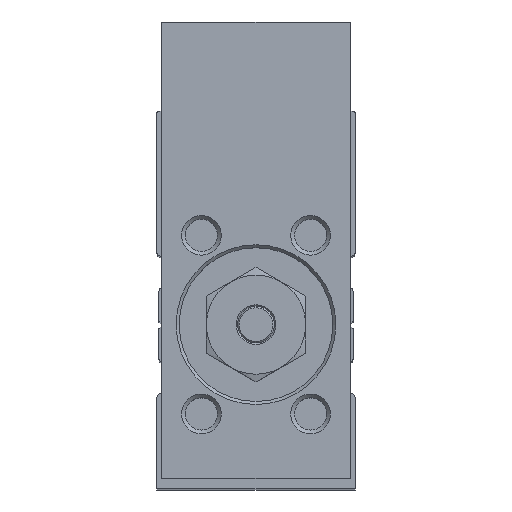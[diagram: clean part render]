
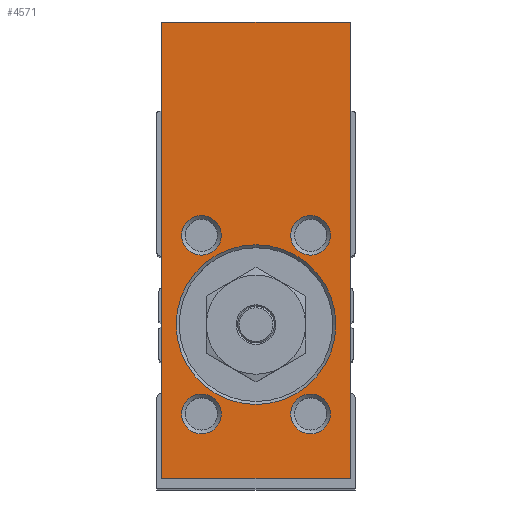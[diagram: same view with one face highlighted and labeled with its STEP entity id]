
A CAD part, top view. The second image highlights one B-rep face of the part: STEP entity #4571.
In plain terms, the highlighted planar face has unit normal (0, 0, 1).
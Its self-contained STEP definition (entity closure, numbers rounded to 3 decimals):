
#264=CIRCLE('',#5048,8.05);
#265=CIRCLE('',#5049,2.);
#266=CIRCLE('',#5050,2.);
#267=CIRCLE('',#5051,2.);
#268=CIRCLE('',#5052,2.);
#1022=ORIENTED_EDGE('',*,*,#1940,.T.);
#1023=ORIENTED_EDGE('',*,*,#1942,.T.);
#1024=ORIENTED_EDGE('',*,*,#1943,.T.);
#1025=ORIENTED_EDGE('',*,*,#1938,.T.);
#1026=ORIENTED_EDGE('',*,*,#1944,.T.);
#1027=ORIENTED_EDGE('',*,*,#1945,.T.);
#1028=ORIENTED_EDGE('',*,*,#1946,.T.);
#1029=ORIENTED_EDGE('',*,*,#1947,.T.);
#1030=ORIENTED_EDGE('',*,*,#1948,.T.);
#1938=EDGE_CURVE('',#2467,#2468,#2816,.T.);
#1940=EDGE_CURVE('',#2468,#2469,#2818,.T.);
#1942=EDGE_CURVE('',#2469,#2470,#2820,.T.);
#1943=EDGE_CURVE('',#2470,#2467,#2821,.T.);
#1944=EDGE_CURVE('',#2471,#2471,#264,.T.);
#1945=EDGE_CURVE('',#2472,#2472,#265,.T.);
#1946=EDGE_CURVE('',#2473,#2473,#266,.T.);
#1947=EDGE_CURVE('',#2474,#2474,#267,.T.);
#1948=EDGE_CURVE('',#2475,#2475,#268,.T.);
#2467=VERTEX_POINT('',#7410);
#2468=VERTEX_POINT('',#7412);
#2469=VERTEX_POINT('',#7416);
#2470=VERTEX_POINT('',#7420);
#2471=VERTEX_POINT('',#7426);
#2472=VERTEX_POINT('',#7428);
#2473=VERTEX_POINT('',#7430);
#2474=VERTEX_POINT('',#7432);
#2475=VERTEX_POINT('',#7434);
#2816=LINE('',#7413,#3188);
#2818=LINE('',#7417,#3190);
#2820=LINE('',#7421,#3192);
#2821=LINE('',#7423,#3193);
#3188=VECTOR('',#6050,1000.);
#3190=VECTOR('',#6054,1000.);
#3192=VECTOR('',#6058,1000.);
#3193=VECTOR('',#6061,1000.);
#3597=EDGE_LOOP('',(#1022,#1023,#1024,#1025));
#3598=EDGE_LOOP('',(#1026));
#3599=EDGE_LOOP('',(#1027));
#3600=EDGE_LOOP('',(#1028));
#3601=EDGE_LOOP('',(#1029));
#3602=EDGE_LOOP('',(#1030));
#4051=FACE_BOUND('',#3597,.T.);
#4052=FACE_BOUND('',#3598,.T.);
#4053=FACE_BOUND('',#3599,.T.);
#4054=FACE_BOUND('',#3600,.T.);
#4055=FACE_BOUND('',#3601,.T.);
#4056=FACE_BOUND('',#3602,.T.);
#4334=PLANE('',#5047);
#4571=ADVANCED_FACE('',(#4051,#4052,#4053,#4054,#4055,#4056),#4334,.T.);
#5047=AXIS2_PLACEMENT_3D('',#7424,#6062,#6063);
#5048=AXIS2_PLACEMENT_3D('',#7425,#6064,#6065);
#5049=AXIS2_PLACEMENT_3D('',#7427,#6066,#6067);
#5050=AXIS2_PLACEMENT_3D('',#7429,#6068,#6069);
#5051=AXIS2_PLACEMENT_3D('',#7431,#6070,#6071);
#5052=AXIS2_PLACEMENT_3D('',#7433,#6072,#6073);
#6050=DIRECTION('',(-1.,0.,0.));
#6054=DIRECTION('',(0.,-1.,0.));
#6058=DIRECTION('',(1.,0.,0.));
#6061=DIRECTION('',(0.,1.,0.));
#6062=DIRECTION('',(0.,0.,1.));
#6063=DIRECTION('',(1.,0.,0.));
#6064=DIRECTION('',(0.,0.,-1.));
#6065=DIRECTION('',(-1.,0.,0.));
#6066=DIRECTION('',(0.,0.,-1.));
#6067=DIRECTION('',(-1.,0.,0.));
#6068=DIRECTION('',(0.,0.,-1.));
#6069=DIRECTION('',(-1.,0.,0.));
#6070=DIRECTION('',(0.,0.,-1.));
#6071=DIRECTION('',(-1.,0.,0.));
#6072=DIRECTION('',(0.,0.,-1.));
#6073=DIRECTION('',(-1.,0.,0.));
#7410=CARTESIAN_POINT('',(9.5,30.5,11.5));
#7412=CARTESIAN_POINT('',(-9.5,30.5,11.5));
#7413=CARTESIAN_POINT('',(9.5,30.5,11.5));
#7416=CARTESIAN_POINT('',(-9.5,-15.5,11.5));
#7417=CARTESIAN_POINT('',(-9.5,30.5,11.5));
#7420=CARTESIAN_POINT('',(9.5,-15.5,11.5));
#7421=CARTESIAN_POINT('',(-9.5,-15.5,11.5));
#7423=CARTESIAN_POINT('',(9.5,-15.5,11.5));
#7424=CARTESIAN_POINT('',(0.,0.,11.5));
#7425=CARTESIAN_POINT('',(0.,0.,11.5));
#7426=CARTESIAN_POINT('',(-8.05,0.,11.5));
#7427=CARTESIAN_POINT('',(5.5,9.,11.5));
#7428=CARTESIAN_POINT('',(3.5,9.,11.5));
#7429=CARTESIAN_POINT('',(-5.5,-9.,11.5));
#7430=CARTESIAN_POINT('',(-7.5,-9.,11.5));
#7431=CARTESIAN_POINT('',(5.5,-9.,11.5));
#7432=CARTESIAN_POINT('',(3.5,-9.,11.5));
#7433=CARTESIAN_POINT('',(-5.5,9.,11.5));
#7434=CARTESIAN_POINT('',(-7.5,9.,11.5));
